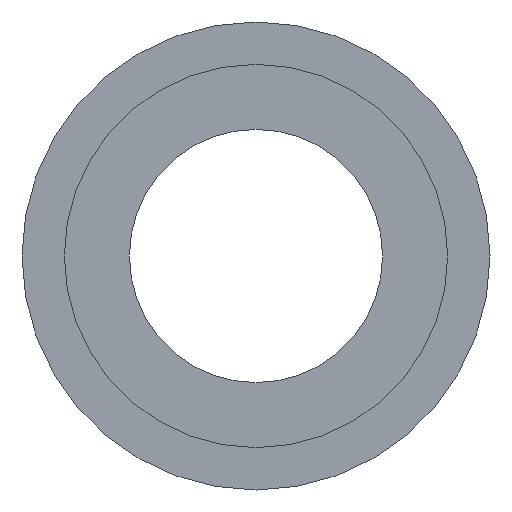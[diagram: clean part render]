
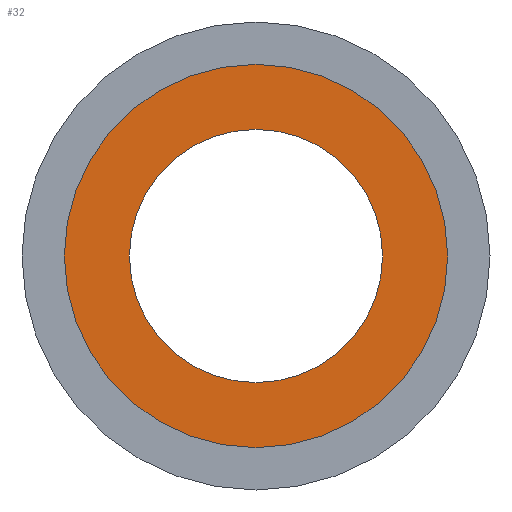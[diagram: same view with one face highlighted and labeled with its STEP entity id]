
A CAD part, front view. The second image highlights one B-rep face of the part: STEP entity #32.
In plain terms, the highlighted planar face has unit normal (0, -1, 0).
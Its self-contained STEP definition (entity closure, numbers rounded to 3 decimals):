
#6 = EDGE_CURVE ( 'NONE', #290, #298, #100, .T. ) ;
#32 = ADVANCED_FACE ( 'NONE', ( #41, #594 ), #36, .F. ) ;
#36 = PLANE ( 'NONE',  #407 ) ;
#41 = FACE_OUTER_BOUND ( 'NONE', #388, .T. ) ;
#42 = CARTESIAN_POINT ( 'NONE',  ( 0., 6.5, 0. ) ) ;
#79 = EDGE_CURVE ( 'NONE', #298, #290, #309, .T. ) ;
#93 = DIRECTION ( 'NONE',  ( 0., 1., 0. ) ) ;
#100 = CIRCLE ( 'NONE', #610, 13.74 ) ;
#108 = CARTESIAN_POINT ( 'NONE',  ( 0., 6.5, 0. ) ) ;
#133 = ORIENTED_EDGE ( 'NONE', *, *, #79, .T. ) ;
#137 = EDGE_CURVE ( 'NONE', #333, #453, #262, .T. ) ;
#145 = EDGE_CURVE ( 'NONE', #453, #333, #190, .T. ) ;
#155 = DIRECTION ( 'NONE',  ( 0., 1., 0. ) ) ;
#166 = CARTESIAN_POINT ( 'NONE',  ( 13.74, 6.5, 0. ) ) ;
#190 = CIRCLE ( 'NONE', #362, 21.1 ) ;
#200 = DIRECTION ( 'NONE',  ( -1., 0., 0. ) ) ;
#249 = AXIS2_PLACEMENT_3D ( 'NONE', #42, #93, #398 ) ;
#255 = ORIENTED_EDGE ( 'NONE', *, *, #145, .F. ) ;
#262 = CIRCLE ( 'NONE', #299, 21.1 ) ;
#289 = DIRECTION ( 'NONE',  ( 0., 1., 0. ) ) ;
#290 = VERTEX_POINT ( 'NONE', #494 ) ;
#298 = VERTEX_POINT ( 'NONE', #166 ) ;
#299 = AXIS2_PLACEMENT_3D ( 'NONE', #360, #556, #405 ) ;
#309 = CIRCLE ( 'NONE', #249, 13.74 ) ;
#316 = EDGE_LOOP ( 'NONE', ( #554, #133 ) ) ;
#333 = VERTEX_POINT ( 'NONE', #368 ) ;
#342 = DIRECTION ( 'NONE',  ( -1., 0., 0. ) ) ;
#360 = CARTESIAN_POINT ( 'NONE',  ( 0., 6.5, 0. ) ) ;
#362 = AXIS2_PLACEMENT_3D ( 'NONE', #108, #155, #391 ) ;
#368 = CARTESIAN_POINT ( 'NONE',  ( -21.1, 6.5, 0. ) ) ;
#375 = CARTESIAN_POINT ( 'NONE',  ( 13.74, 6.5, 0. ) ) ;
#388 = EDGE_LOOP ( 'NONE', ( #421, #255 ) ) ;
#391 = DIRECTION ( 'NONE',  ( -1., 0., 0. ) ) ;
#398 = DIRECTION ( 'NONE',  ( -1., 0., 0. ) ) ;
#405 = DIRECTION ( 'NONE',  ( -1., 0., 0. ) ) ;
#407 = AXIS2_PLACEMENT_3D ( 'NONE', #375, #424, #200 ) ;
#410 = CARTESIAN_POINT ( 'NONE',  ( 21.1, 6.5, 0. ) ) ;
#421 = ORIENTED_EDGE ( 'NONE', *, *, #137, .F. ) ;
#424 = DIRECTION ( 'NONE',  ( 0., 1., 0. ) ) ;
#453 = VERTEX_POINT ( 'NONE', #410 ) ;
#494 = CARTESIAN_POINT ( 'NONE',  ( -13.74, 6.5, 0. ) ) ;
#554 = ORIENTED_EDGE ( 'NONE', *, *, #6, .T. ) ;
#556 = DIRECTION ( 'NONE',  ( 0., 1., 0. ) ) ;
#579 = CARTESIAN_POINT ( 'NONE',  ( 0., 6.5, 0. ) ) ;
#594 = FACE_BOUND ( 'NONE', #316, .T. ) ;
#610 = AXIS2_PLACEMENT_3D ( 'NONE', #579, #289, #342 ) ;
